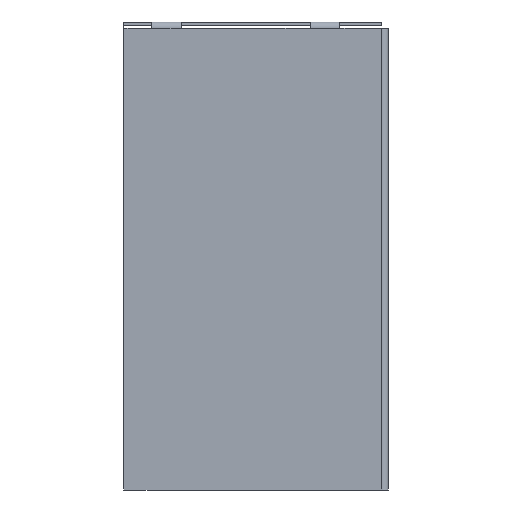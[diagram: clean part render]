
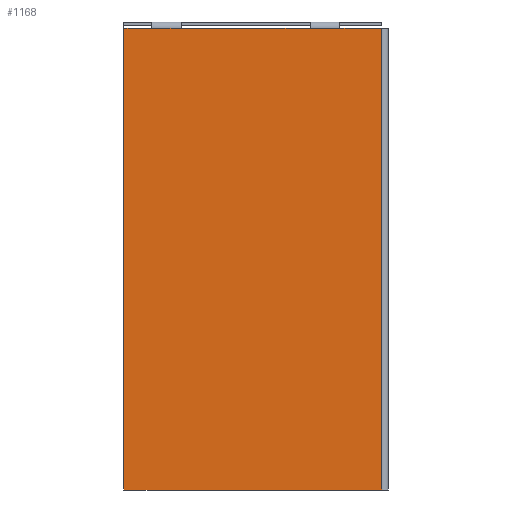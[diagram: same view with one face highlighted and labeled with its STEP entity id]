
A CAD part, front view. The second image highlights one B-rep face of the part: STEP entity #1168.
In plain terms, the highlighted planar face has unit normal (0, -1, 0).
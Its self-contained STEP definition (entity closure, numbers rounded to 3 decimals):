
#50=PLANE('',#1289);
#111=FACE_OUTER_BOUND('',#182,.T.);
#182=EDGE_LOOP('',(#1009,#1010,#1011,#1012,#1013,#1014,#1015,#1016,#1017));
#248=LINE('',#1827,#369);
#256=LINE('',#1847,#377);
#270=LINE('',#1878,#391);
#273=LINE('',#1885,#394);
#280=LINE('',#1898,#401);
#289=LINE('',#1920,#410);
#293=LINE('',#1934,#414);
#294=LINE('',#1936,#415);
#295=LINE('',#1937,#416);
#369=VECTOR('',#1473,10.);
#377=VECTOR('',#1489,10.);
#391=VECTOR('',#1523,10.);
#394=VECTOR('',#1530,10.);
#401=VECTOR('',#1549,10.);
#410=VECTOR('',#1576,10.);
#414=VECTOR('',#1590,10.);
#415=VECTOR('',#1591,10.);
#416=VECTOR('',#1592,10.);
#540=VERTEX_POINT('',#1789);
#542=VERTEX_POINT('',#1798);
#549=VERTEX_POINT('',#1812);
#556=VERTEX_POINT('',#1833);
#561=VERTEX_POINT('',#1845);
#570=VERTEX_POINT('',#1883);
#573=VERTEX_POINT('',#1917);
#574=VERTEX_POINT('',#1919);
#580=VERTEX_POINT('',#1935);
#676=EDGE_CURVE('',#549,#542,#248,.T.);
#686=EDGE_CURVE('',#556,#561,#256,.T.);
#703=EDGE_CURVE('',#561,#549,#270,.T.);
#707=EDGE_CURVE('',#542,#570,#273,.T.);
#714=EDGE_CURVE('',#540,#556,#280,.T.);
#724=EDGE_CURVE('',#573,#574,#289,.T.);
#731=EDGE_CURVE('',#573,#540,#293,.T.);
#732=EDGE_CURVE('',#570,#580,#294,.T.);
#733=EDGE_CURVE('',#574,#580,#295,.T.);
#1009=ORIENTED_EDGE('',*,*,#731,.T.);
#1010=ORIENTED_EDGE('',*,*,#714,.T.);
#1011=ORIENTED_EDGE('',*,*,#686,.T.);
#1012=ORIENTED_EDGE('',*,*,#703,.T.);
#1013=ORIENTED_EDGE('',*,*,#676,.T.);
#1014=ORIENTED_EDGE('',*,*,#707,.T.);
#1015=ORIENTED_EDGE('',*,*,#732,.T.);
#1016=ORIENTED_EDGE('',*,*,#733,.F.);
#1017=ORIENTED_EDGE('',*,*,#724,.F.);
#1168=ADVANCED_FACE('',(#111),#50,.T.);
#1289=AXIS2_PLACEMENT_3D('',#1933,#1588,#1589);
#1473=DIRECTION('',(-1.,0.,0.));
#1489=DIRECTION('',(-1.,0.,0.));
#1523=DIRECTION('',(-1.,0.,0.));
#1530=DIRECTION('',(-1.,0.,0.));
#1549=DIRECTION('',(-1.,0.,0.));
#1576=DIRECTION('',(0.,0.,-1.));
#1588=DIRECTION('center_axis',(0.,-1.,0.));
#1589=DIRECTION('ref_axis',(-1.,0.,0.));
#1590=DIRECTION('',(-1.,0.,0.));
#1591=DIRECTION('',(0.,0.,-1.));
#1592=DIRECTION('',(-1.,0.,0.));
#1789=CARTESIAN_POINT('',(170.7,219.253,395.2));
#1798=CARTESIAN_POINT('',(61.781,219.253,395.2));
#1812=CARTESIAN_POINT('',(75.7,219.253,395.2));
#1827=CARTESIAN_POINT('',(127.581,219.253,395.2));
#1833=CARTESIAN_POINT('',(155.7,219.253,395.2));
#1845=CARTESIAN_POINT('',(90.7,219.253,395.2));
#1847=CARTESIAN_POINT('',(127.581,219.253,395.2));
#1878=CARTESIAN_POINT('',(127.581,219.253,395.2));
#1883=CARTESIAN_POINT('',(61.781,219.253,395.2));
#1885=CARTESIAN_POINT('',(127.581,219.253,395.2));
#1898=CARTESIAN_POINT('',(127.581,219.253,395.2));
#1917=CARTESIAN_POINT('',(191.781,219.253,395.2));
#1919=CARTESIAN_POINT('',(191.781,219.253,162.4));
#1920=CARTESIAN_POINT('',(191.781,219.253,398.4));
#1933=CARTESIAN_POINT('Origin',(193.381,219.253,398.4));
#1934=CARTESIAN_POINT('',(127.581,219.253,395.2));
#1935=CARTESIAN_POINT('',(61.781,219.253,162.4));
#1936=CARTESIAN_POINT('',(61.781,219.253,398.4));
#1937=CARTESIAN_POINT('',(61.781,219.253,162.4));
